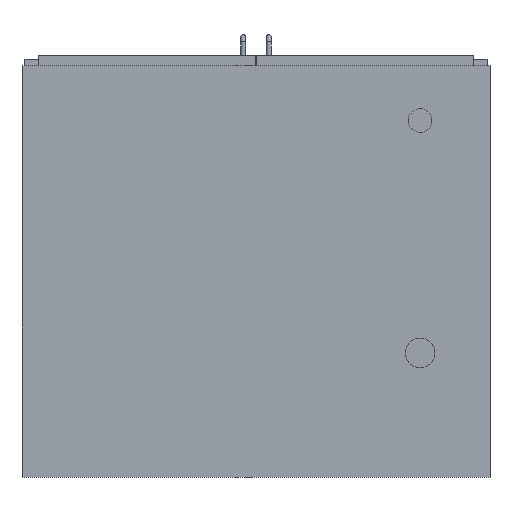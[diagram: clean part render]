
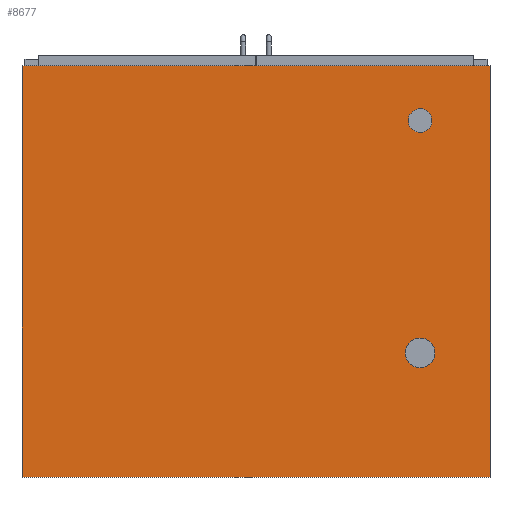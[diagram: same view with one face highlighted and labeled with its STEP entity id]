
A CAD part, front view. The second image highlights one B-rep face of the part: STEP entity #8677.
In plain terms, the highlighted planar face has unit normal (0, -1, 0).
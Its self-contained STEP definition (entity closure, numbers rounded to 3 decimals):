
#85=FACE_BOUND('',#913,.T.);
#86=FACE_BOUND('',#914,.T.);
#105=CIRCLE('',#9272,20.);
#107=CIRCLE('',#9276,25.);
#377=FACE_OUTER_BOUND('',#912,.T.);
#912=EDGE_LOOP('',(#5791,#5792,#5793,#5794));
#913=EDGE_LOOP('',(#5795));
#914=EDGE_LOOP('',(#5796));
#1476=LINE('',#12479,#2576);
#1478=LINE('',#12483,#2578);
#1480=LINE('',#12487,#2580);
#1482=LINE('',#12490,#2582);
#2576=VECTOR('',#10017,10.);
#2578=VECTOR('',#10021,10.);
#2580=VECTOR('',#10025,10.);
#2582=VECTOR('',#10029,10.);
#3654=VERTEX_POINT('',#12430);
#3656=VERTEX_POINT('',#12437);
#3669=VERTEX_POINT('',#12476);
#3670=VERTEX_POINT('',#12478);
#3671=VERTEX_POINT('',#12482);
#3672=VERTEX_POINT('',#12486);
#4483=EDGE_CURVE('',#3654,#3654,#105,.T.);
#4486=EDGE_CURVE('',#3656,#3656,#107,.T.);
#4504=EDGE_CURVE('',#3670,#3669,#1476,.T.);
#4506=EDGE_CURVE('',#3671,#3670,#1478,.T.);
#4508=EDGE_CURVE('',#3672,#3671,#1480,.T.);
#4510=EDGE_CURVE('',#3669,#3672,#1482,.T.);
#5791=ORIENTED_EDGE('',*,*,#4510,.T.);
#5792=ORIENTED_EDGE('',*,*,#4508,.T.);
#5793=ORIENTED_EDGE('',*,*,#4506,.T.);
#5794=ORIENTED_EDGE('',*,*,#4504,.T.);
#5795=ORIENTED_EDGE('',*,*,#4483,.T.);
#5796=ORIENTED_EDGE('',*,*,#4486,.T.);
#8219=PLANE('',#9288);
#8677=ADVANCED_FACE('',(#377,#85,#86),#8219,.T.);
#9272=AXIS2_PLACEMENT_3D('',#12432,#9973,#9974);
#9276=AXIS2_PLACEMENT_3D('',#12439,#9982,#9983);
#9288=AXIS2_PLACEMENT_3D('',#12491,#10030,#10031);
#9973=DIRECTION('center_axis',(0.,1.,0.));
#9974=DIRECTION('ref_axis',(1.,0.,0.));
#9982=DIRECTION('center_axis',(0.,1.,0.));
#9983=DIRECTION('ref_axis',(1.,0.,0.));
#10017=DIRECTION('',(0.,0.,-1.));
#10021=DIRECTION('',(-1.,0.,0.));
#10025=DIRECTION('',(0.,0.,1.));
#10029=DIRECTION('',(1.,0.,0.));
#10030=DIRECTION('center_axis',(0.,-1.,0.));
#10031=DIRECTION('ref_axis',(0.,0.,-1.));
#12430=CARTESIAN_POINT('',(257.,-370.,254.5));
#12432=CARTESIAN_POINT('Origin',(277.,-370.,254.5));
#12437=CARTESIAN_POINT('',(252.,-370.,-137.5));
#12439=CARTESIAN_POINT('Origin',(277.,-370.,-137.5));
#12476=CARTESIAN_POINT('',(-395.,-370.,-347.5));
#12478=CARTESIAN_POINT('',(-395.,-370.,347.5));
#12479=CARTESIAN_POINT('',(-395.,-370.,-347.5));
#12482=CARTESIAN_POINT('',(395.,-370.,347.5));
#12483=CARTESIAN_POINT('',(-395.,-370.,347.5));
#12486=CARTESIAN_POINT('',(395.,-370.,-347.5));
#12487=CARTESIAN_POINT('',(395.,-370.,347.5));
#12490=CARTESIAN_POINT('',(395.,-370.,-347.5));
#12491=CARTESIAN_POINT('Origin',(0.,-370.,0.));
